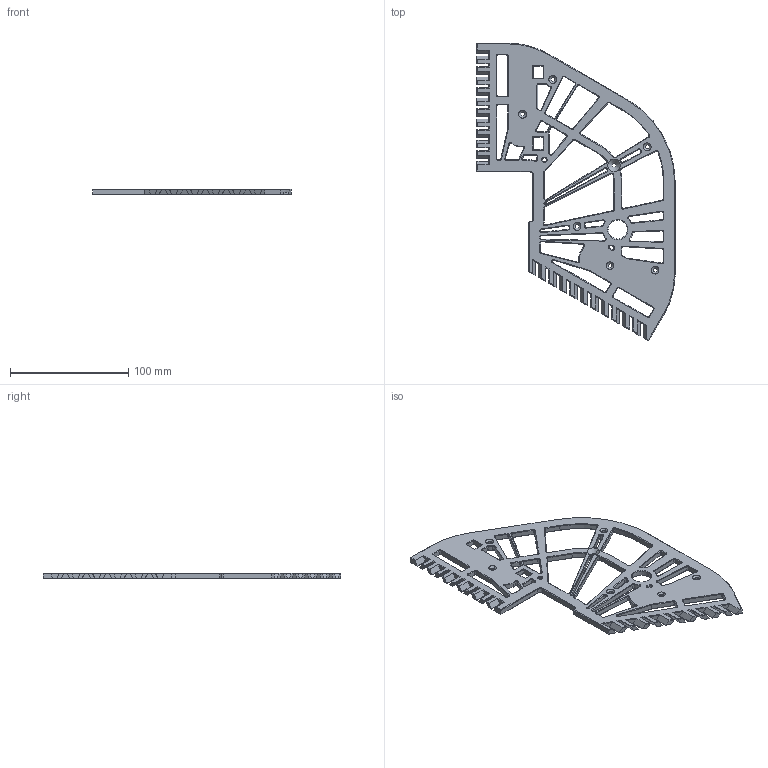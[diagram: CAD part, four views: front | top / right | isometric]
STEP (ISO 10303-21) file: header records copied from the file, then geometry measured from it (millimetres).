
FILE_DESCRIPTION (( 'STEP AP214' ), '1' );
FILE_NAME ('frame_top_left.STEP', '2023-05-01T22:44:05', ( '' ), ( '' ), 'SwSTEP 2.0', 'SolidWorks 2021', '' );
FILE_SCHEMA (( 'AUTOMOTIVE_DESIGN' ));
Length unit declared in the file: millimetre
Products named in the file (1): frame_top_left
Bounding box: 167.78 x 251.83 x 5 mm (x, y, z)
Volume: 75943 mm3; surface area: 48560.6 mm2
Topology: 1 solids, 1 shells, 1229 faces, 3069 edges, 1861 vertices
Faces by surface type: plane 630, cone 351, cylinder 195, bspline 53
Entity records: 38722 total; most frequent: CARTESIAN_POINT 9258, ORIENTED_EDGE 6138, DIRECTION 6066, EDGE_CURVE 3069, LINE 2184, VECTOR 2184, AXIS2_PLACEMENT_3D 1941, VERTEX_POINT 1861
